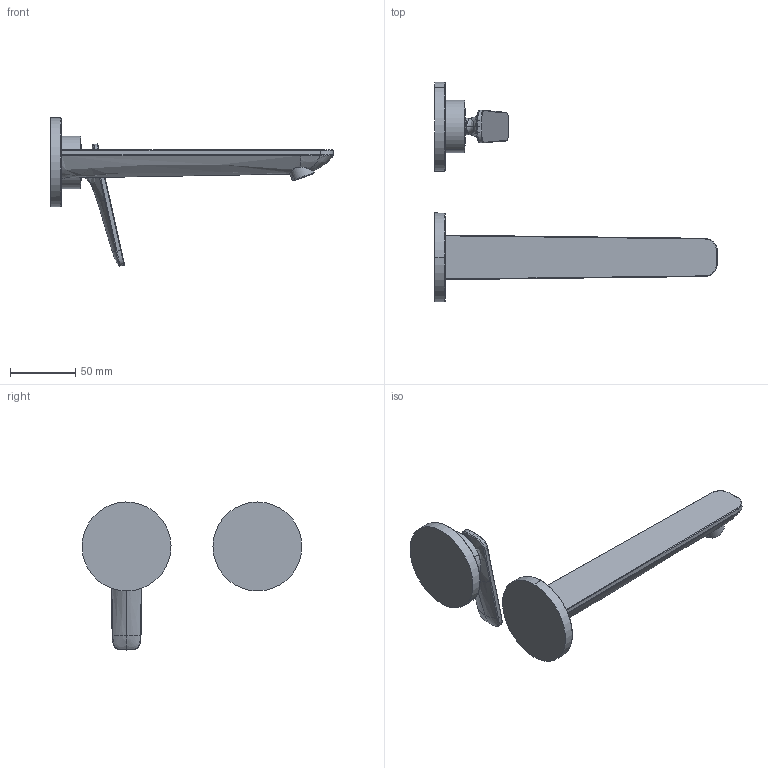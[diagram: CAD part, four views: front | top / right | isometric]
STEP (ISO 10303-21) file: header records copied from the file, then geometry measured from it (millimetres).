
FILE_DESCRIPTION(('CATIA V6 STEP','CAx-IF Rec.Pracs.--- Model Styling and Organization---1.5--- 2016-08-15','CAx-IF Rec.Pracs.---Supplemental Geometry---1.0---2011-11-01','CAx-IF Rec.Pracs.--- Composite Materials ---3.4---2017-06-13','CAx-IF Rec.Pracs.---Tessellated 3D Geometry---1.0---2015-12-17'),'2;1');
FILE_NAME('prd-HG-00460830.stp','2023-06-16T07:38:20+00:00',('none'),('none'),'3DEXPERIENCE Platform3DEXPERIENCE R2021x HotFix 8','3DEXPERIENCE Platform STEP AP242 v2','none');
FILE_SCHEMA(('AP242_MANAGED_MODEL_BASED_3D_ENGINEERING_MIM_LF {1 0 10303 442 1 1 4}'));
Length unit declared in the file: millimetre
Products named in the file (18): P-2_AX_Arizia_WTM_Unterputz; V5_P_2_Huelse_2L_Wand_Watertablet; P-2_Griff_kpl._2L_WTA-WM_AX_Arizia_Extens.; V5_P_2_Griffrosette_Pura_Vida_E_demontage; V5_P_2_Gleitstueck_fuer_Starck_Puro_Griff; V5_P_2_Abdeckring_J27_I_Wash; V5_Gewindestift_ISO4029-6x6-A2_Tuflok; P-2_Griff_WTM_Citterio_2411; P-2_Stopfen_Citterio_M25; P-2_Auslauf_kpl._2L_WTM_WM_AX_Arizia; V5_Gewindestift_DIN914-M5x6-A2; V5_SR_TT_HC_2,2gpm-lam_grau-gelb_M18x1-m; V5_Perlatorhuelse_M18x1; V5_SR_TT_HC_2,2gpm-lam_grau-gelb; V5_Flachdichtung_d11xD15x2,8_(EB-2,4); P-2_Auslauf_2L_3L-WTA-WM_Ax_Arizia; P-2_Rosette_Ausl_2L_WTA_WM_Ax_Arizia; V5_P_2_Rosette_(Griff)_2L-WTA-WM_UNO
Assembly tree (17 placements, depth 4):
  P-2_AX_Arizia_WTM_Unterputz
    V5_P_2_Huelse_2L_Wand_Watertablet
    P-2_Griff_kpl._2L_WTA-WM_AX_Arizia_Extens.
      V5_P_2_Griffrosette_Pura_Vida_E_demontage
      V5_P_2_Gleitstueck_fuer_Starck_Puro_Griff
      V5_P_2_Abdeckring_J27_I_Wash
      V5_Gewindestift_ISO4029-6x6-A2_Tuflok
      P-2_Griff_WTM_Citterio_2411
      P-2_Stopfen_Citterio_M25
    P-2_Auslauf_kpl._2L_WTM_WM_AX_Arizia
      V5_Gewindestift_DIN914-M5x6-A2
      V5_SR_TT_HC_2,2gpm-lam_grau-gelb_M18x1-m
        V5_Perlatorhuelse_M18x1
        V5_SR_TT_HC_2,2gpm-lam_grau-gelb
        V5_Flachdichtung_d11xD15x2,8_(EB-2,4)
      P-2_Auslauf_2L_3L-WTA-WM_Ax_Arizia
      P-2_Rosette_Ausl_2L_WTA_WM_Ax_Arizia
    V5_P_2_Rosette_(Griff)_2L-WTA-WM_UNO
Bounding box: 216 x 167.99 x 113.11 mm (x, y, z)
Volume: 195638.2 mm3; surface area: 55431.8 mm2
Topology: 14 solids, 14 shells, 770 faces, 1885 edges, 1200 vertices
Faces by surface type: plane 534, cylinder 110, bspline 56, cone 34, torus 26, sphere 10
Entity records: 27198 total; most frequent: CARTESIAN_POINT 9972, ORIENTED_EDGE 3754, DIRECTION 2837, EDGE_CURVE 1877, VECTOR 1390, LINE 1390, VERTEX_POINT 1200, AXIS2_PLACEMENT_3D 893
